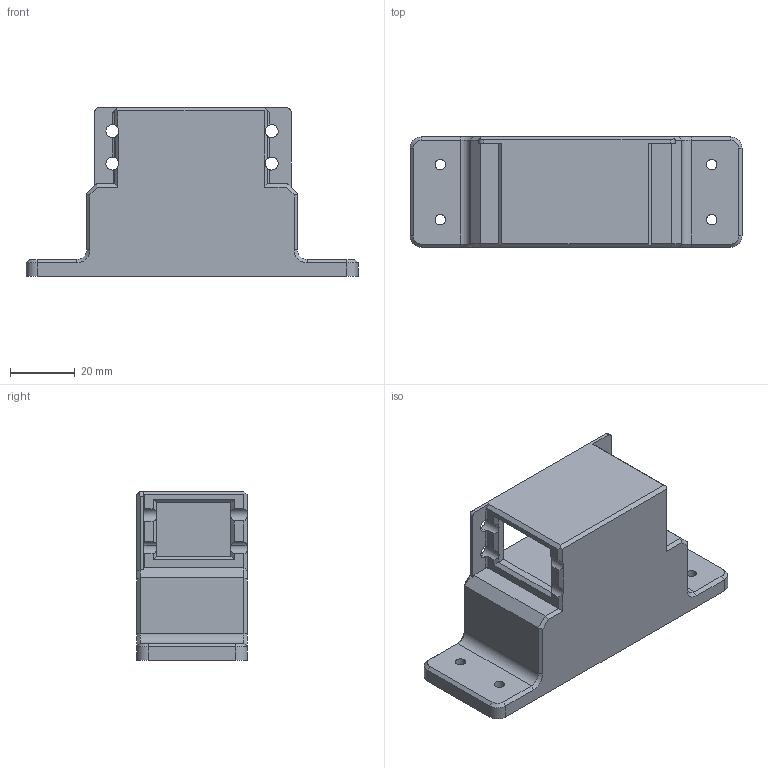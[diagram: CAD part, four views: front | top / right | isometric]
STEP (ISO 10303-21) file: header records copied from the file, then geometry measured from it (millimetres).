
FILE_DESCRIPTION (( 'STEP AP203' ), '1' );
FILE_NAME ('Soport servo.step_Predeterminado_sldprt.STEP', '2025-01-30T00:13:36', ( '' ), ( '' ), 'SwSTEP 2.0', 'SolidWorks 2025', '' );
FILE_SCHEMA (( 'CONFIG_CONTROL_DESIGN' ));
Length unit declared in the file: millimetre
Products named in the file (1): Soport servo.step_Predeterminado_sldprt
Bounding box: 102.2 x 34 x 51.97 mm (x, y, z)
Volume: 80525.1 mm3; surface area: 20083.9 mm2
Topology: 1 solids, 1 shells, 119 faces, 336 edges, 214 vertices
Faces by surface type: plane 67, cylinder 44, cone 8
Entity records: 3999 total; most frequent: CARTESIAN_POINT 820, ORIENTED_EDGE 672, DIRECTION 634, EDGE_CURVE 336, VECTOR 218, LINE 218, VERTEX_POINT 214, AXIS2_PLACEMENT_3D 208
